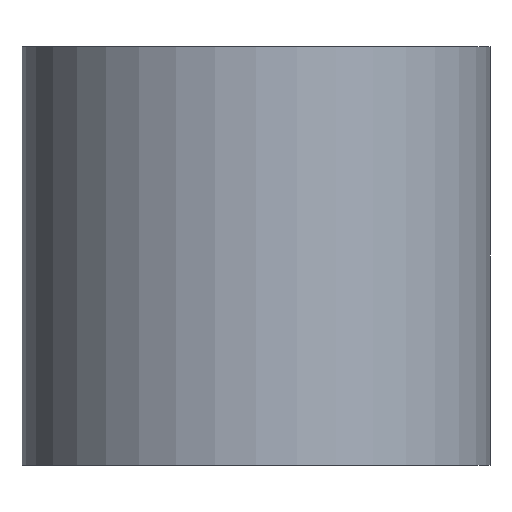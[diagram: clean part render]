
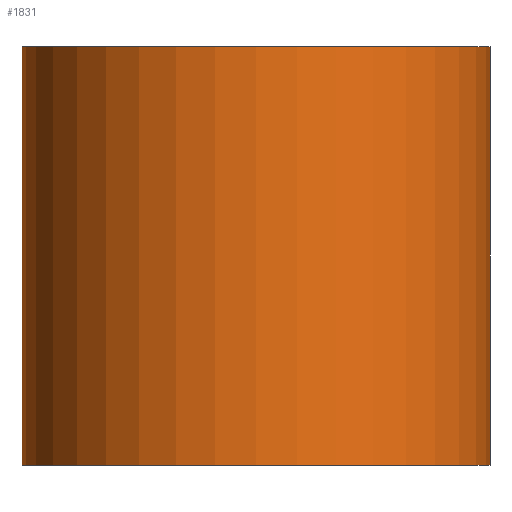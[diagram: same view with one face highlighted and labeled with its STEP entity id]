
A CAD part, front view. The second image highlights one B-rep face of the part: STEP entity #1831.
In plain terms, the highlighted cylindrical face has radius 42.5 mm (diameter 85 mm), a partial arc.
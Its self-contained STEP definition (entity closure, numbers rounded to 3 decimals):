
#23=FACE_BOUND('',#280,.T.);
#24=FACE_BOUND('',#281,.T.);
#25=FACE_BOUND('',#282,.T.);
#184=FACE_OUTER_BOUND('',#279,.T.);
#279=EDGE_LOOP('',(#1466,#1467,#1468,#1469,#1470,#1471,#1472,#1473));
#280=EDGE_LOOP('',(#1474,#1475,#1476,#1477,#1478,#1479,#1480,#1481));
#281=EDGE_LOOP('',(#1482,#1483,#1484,#1485,#1486,#1487,#1488,#1489));
#282=EDGE_LOOP('',(#1490,#1491));
#355=CIRCLE('',#1936,42.5);
#356=CIRCLE('',#1940,42.5);
#373=CIRCLE('',#1975,42.5);
#374=CIRCLE('',#1978,42.5);
#377=CIRCLE('',#1983,42.5);
#378=CIRCLE('',#1984,42.5);
#381=CIRCLE('',#1990,42.5);
#382=CIRCLE('',#1991,42.5);
#417=LINE('',#2574,#566);
#418=LINE('',#2576,#567);
#419=LINE('',#2578,#568);
#420=LINE('',#2582,#569);
#421=LINE('',#2596,#570);
#431=LINE('',#2686,#580);
#434=LINE('',#2728,#583);
#437=LINE('',#2750,#586);
#448=LINE('',#2797,#597);
#454=LINE('',#2811,#603);
#465=LINE('',#2907,#614);
#470=LINE('',#2926,#619);
#471=LINE('',#2929,#620);
#481=LINE('',#2975,#630);
#488=LINE('',#3039,#637);
#493=LINE('',#3053,#642);
#501=LINE('',#3089,#650);
#566=VECTOR('',#2077,42.5);
#567=VECTOR('',#2078,10.);
#568=VECTOR('',#2079,42.5);
#569=VECTOR('',#2082,42.5);
#570=VECTOR('',#2087,10.);
#580=VECTOR('',#2121,10.);
#583=VECTOR('',#2132,10.);
#586=VECTOR('',#2141,10.);
#597=VECTOR('',#2164,10.);
#603=VECTOR('',#2182,10.);
#614=VECTOR('',#2215,10.);
#619=VECTOR('',#2236,10.);
#620=VECTOR('',#2239,10.);
#630=VECTOR('',#2257,10.);
#637=VECTOR('',#2282,10.);
#642=VECTOR('',#2295,10.);
#650=VECTOR('',#2343,10.);
#715=VERTEX_POINT('',#2572);
#716=VERTEX_POINT('',#2573);
#717=VERTEX_POINT('',#2575);
#718=VERTEX_POINT('',#2577);
#719=VERTEX_POINT('',#2579);
#720=VERTEX_POINT('',#2581);
#721=VERTEX_POINT('',#2585);
#723=VERTEX_POINT('',#2591);
#738=VERTEX_POINT('',#2683);
#739=VERTEX_POINT('',#2685);
#746=VERTEX_POINT('',#2727);
#750=VERTEX_POINT('',#2737);
#760=VERTEX_POINT('',#2779);
#762=VERTEX_POINT('',#2809);
#771=VERTEX_POINT('',#2839);
#776=VERTEX_POINT('',#2889);
#782=VERTEX_POINT('',#2924);
#783=VERTEX_POINT('',#2928);
#787=VERTEX_POINT('',#2949);
#788=VERTEX_POINT('',#2951);
#794=VERTEX_POINT('',#2965);
#803=VERTEX_POINT('',#3038);
#807=VERTEX_POINT('',#3050);
#808=VERTEX_POINT('',#3052);
#813=VERTEX_POINT('',#3075);
#816=VERTEX_POINT('',#3086);
#904=EDGE_CURVE('',#715,#716,#417,.T.);
#905=EDGE_CURVE('',#717,#715,#418,.T.);
#906=EDGE_CURVE('',#718,#717,#419,.T.);
#908=EDGE_CURVE('',#720,#719,#420,.T.);
#912=EDGE_CURVE('',#721,#723,#421,.T.);
#933=EDGE_CURVE('',#739,#738,#431,.T.);
#941=EDGE_CURVE('',#746,#721,#434,.T.);
#947=EDGE_CURVE('',#723,#750,#437,.T.);
#963=EDGE_CURVE('',#750,#760,#448,.T.);
#971=EDGE_CURVE('',#760,#762,#454,.T.);
#972=EDGE_CURVE('',#738,#746,#355,.T.);
#978=EDGE_CURVE('',#762,#739,#356,.T.);
#992=EDGE_CURVE('',#771,#776,#465,.T.);
#1002=EDGE_CURVE('',#776,#782,#470,.T.);
#1003=EDGE_CURVE('',#783,#771,#471,.T.);
#1018=EDGE_CURVE('',#794,#783,#481,.T.);
#1032=EDGE_CURVE('',#803,#794,#488,.T.);
#1039=EDGE_CURVE('',#808,#807,#493,.T.);
#1045=EDGE_CURVE('',#782,#808,#373,.T.);
#1047=EDGE_CURVE('',#807,#803,#374,.T.);
#1051=EDGE_CURVE('',#813,#716,#377,.T.);
#1052=EDGE_CURVE('',#720,#813,#378,.T.);
#1056=EDGE_CURVE('',#816,#719,#381,.T.);
#1057=EDGE_CURVE('',#718,#816,#382,.T.);
#1058=EDGE_CURVE('',#787,#788,#501,.T.);
#1466=ORIENTED_EDGE('',*,*,#904,.T.);
#1467=ORIENTED_EDGE('',*,*,#1051,.F.);
#1468=ORIENTED_EDGE('',*,*,#1052,.F.);
#1469=ORIENTED_EDGE('',*,*,#908,.T.);
#1470=ORIENTED_EDGE('',*,*,#1056,.F.);
#1471=ORIENTED_EDGE('',*,*,#1057,.F.);
#1472=ORIENTED_EDGE('',*,*,#906,.T.);
#1473=ORIENTED_EDGE('',*,*,#905,.T.);
#1474=ORIENTED_EDGE('',*,*,#972,.T.);
#1475=ORIENTED_EDGE('',*,*,#941,.T.);
#1476=ORIENTED_EDGE('',*,*,#912,.T.);
#1477=ORIENTED_EDGE('',*,*,#947,.T.);
#1478=ORIENTED_EDGE('',*,*,#963,.T.);
#1479=ORIENTED_EDGE('',*,*,#971,.T.);
#1480=ORIENTED_EDGE('',*,*,#978,.T.);
#1481=ORIENTED_EDGE('',*,*,#933,.T.);
#1482=ORIENTED_EDGE('',*,*,#1045,.T.);
#1483=ORIENTED_EDGE('',*,*,#1039,.T.);
#1484=ORIENTED_EDGE('',*,*,#1047,.T.);
#1485=ORIENTED_EDGE('',*,*,#1032,.T.);
#1486=ORIENTED_EDGE('',*,*,#1018,.T.);
#1487=ORIENTED_EDGE('',*,*,#1003,.T.);
#1488=ORIENTED_EDGE('',*,*,#992,.T.);
#1489=ORIENTED_EDGE('',*,*,#1002,.T.);
#1490=ORIENTED_EDGE('',*,*,#1058,.T.);
#1491=ORIENTED_EDGE('',*,*,#1058,.F.);
#1773=CYLINDRICAL_SURFACE('',#1989,42.5);
#1831=ADVANCED_FACE('',(#184,#23,#24,#25),#1773,.T.);
#1936=AXIS2_PLACEMENT_3D('',#2813,#2185,#2186);
#1940=AXIS2_PLACEMENT_3D('',#2824,#2198,#2199);
#1975=AXIS2_PLACEMENT_3D('',#3063,#2306,#2307);
#1978=AXIS2_PLACEMENT_3D('',#3067,#2313,#2314);
#1983=AXIS2_PLACEMENT_3D('',#3076,#2324,#2325);
#1984=AXIS2_PLACEMENT_3D('',#3077,#2326,#2327);
#1989=AXIS2_PLACEMENT_3D('',#3085,#2337,#2338);
#1990=AXIS2_PLACEMENT_3D('',#3087,#2339,#2340);
#1991=AXIS2_PLACEMENT_3D('',#3088,#2341,#2342);
#2077=DIRECTION('',(0.,0.,1.));
#2078=DIRECTION('',(0.,0.,1.));
#2079=DIRECTION('',(0.,0.,1.));
#2082=DIRECTION('',(0.,0.,-1.));
#2087=DIRECTION('',(0.,0.,1.));
#2121=DIRECTION('',(0.,0.,-1.));
#2132=DIRECTION('',(0.,0.,1.));
#2141=DIRECTION('',(0.,0.,1.));
#2164=DIRECTION('',(0.,0.,1.));
#2182=DIRECTION('',(0.,0.,1.));
#2185=DIRECTION('center_axis',(0.,0.,-1.));
#2186=DIRECTION('ref_axis',(1.,0.,0.));
#2198=DIRECTION('center_axis',(0.,0.,1.));
#2199=DIRECTION('ref_axis',(1.,0.,0.));
#2215=DIRECTION('',(0.,0.,-1.));
#2236=DIRECTION('',(0.,0.,-1.));
#2239=DIRECTION('',(0.,0.,-1.));
#2257=DIRECTION('',(0.,0.,-1.));
#2282=DIRECTION('',(0.,0.,-1.));
#2295=DIRECTION('',(0.,0.,1.));
#2306=DIRECTION('center_axis',(0.,0.,-1.));
#2307=DIRECTION('ref_axis',(1.,0.,0.));
#2313=DIRECTION('center_axis',(0.,0.,1.));
#2314=DIRECTION('ref_axis',(1.,0.,0.));
#2324=DIRECTION('center_axis',(0.,0.,1.));
#2325=DIRECTION('ref_axis',(1.,0.,0.));
#2326=DIRECTION('center_axis',(0.,0.,1.));
#2327=DIRECTION('ref_axis',(1.,0.,0.));
#2337=DIRECTION('center_axis',(0.,0.,1.));
#2338=DIRECTION('ref_axis',(0.902,-0.432,0.));
#2339=DIRECTION('center_axis',(0.,0.,-1.));
#2340=DIRECTION('ref_axis',(1.,0.,0.));
#2341=DIRECTION('center_axis',(0.,0.,-1.));
#2342=DIRECTION('ref_axis',(1.,0.,0.));
#2343=DIRECTION('',(0.,0.,1.));
#2572=CARTESIAN_POINT('',(-38.332,18.355,36.));
#2573=CARTESIAN_POINT('',(-38.332,18.355,38.));
#2574=CARTESIAN_POINT('',(-38.332,18.355,0.));
#2575=CARTESIAN_POINT('',(-38.332,18.355,-36.));
#2576=CARTESIAN_POINT('',(-38.332,18.355,0.));
#2577=CARTESIAN_POINT('',(-38.332,18.355,-38.));
#2578=CARTESIAN_POINT('',(-38.332,18.355,0.));
#2579=CARTESIAN_POINT('',(-42.5,0.,-38.));
#2581=CARTESIAN_POINT('',(-42.5,0.,38.));
#2582=CARTESIAN_POINT('',(-42.5,0.,0.));
#2585=CARTESIAN_POINT('',(-9.978,41.312,-23.87));
#2591=CARTESIAN_POINT('',(-9.978,41.312,-21.13));
#2596=CARTESIAN_POINT('',(-9.978,41.312,0.));
#2683=CARTESIAN_POINT('',(-14.305,40.02,-36.));
#2685=CARTESIAN_POINT('',(-14.305,40.02,36.));
#2686=CARTESIAN_POINT('',(-14.305,40.02,0.));
#2727=CARTESIAN_POINT('',(-9.978,41.312,-36.));
#2728=CARTESIAN_POINT('',(-9.978,41.312,0.));
#2737=CARTESIAN_POINT('',(-9.978,41.312,21.13));
#2750=CARTESIAN_POINT('',(-9.978,41.312,0.));
#2779=CARTESIAN_POINT('',(-9.978,41.312,23.87));
#2797=CARTESIAN_POINT('',(-9.978,41.312,0.));
#2809=CARTESIAN_POINT('',(-9.978,41.312,36.));
#2811=CARTESIAN_POINT('',(-9.978,41.312,0.));
#2813=CARTESIAN_POINT('Origin',(0.,0.,-36.));
#2824=CARTESIAN_POINT('Origin',(0.,0.,36.));
#2839=CARTESIAN_POINT('',(9.978,41.312,-21.13));
#2889=CARTESIAN_POINT('',(9.978,41.312,-23.87));
#2907=CARTESIAN_POINT('',(9.978,41.312,0.));
#2924=CARTESIAN_POINT('',(9.978,41.312,-36.));
#2926=CARTESIAN_POINT('',(9.978,41.312,0.));
#2928=CARTESIAN_POINT('',(9.978,41.312,21.13));
#2929=CARTESIAN_POINT('',(9.978,41.312,0.));
#2949=CARTESIAN_POINT('',(38.332,18.355,-36.));
#2951=CARTESIAN_POINT('',(38.332,18.355,36.));
#2965=CARTESIAN_POINT('',(9.978,41.312,23.87));
#2975=CARTESIAN_POINT('',(9.978,41.312,0.));
#3038=CARTESIAN_POINT('',(9.978,41.312,36.));
#3039=CARTESIAN_POINT('',(9.978,41.312,0.));
#3050=CARTESIAN_POINT('',(14.305,40.02,36.));
#3052=CARTESIAN_POINT('',(14.305,40.02,-36.));
#3053=CARTESIAN_POINT('',(14.305,40.02,0.));
#3063=CARTESIAN_POINT('Origin',(0.,0.,-36.));
#3067=CARTESIAN_POINT('Origin',(0.,0.,36.));
#3075=CARTESIAN_POINT('',(42.5,0.,38.));
#3076=CARTESIAN_POINT('Origin',(0.,0.,38.));
#3077=CARTESIAN_POINT('Origin',(0.,0.,38.));
#3085=CARTESIAN_POINT('Origin',(0.,0.,0.));
#3086=CARTESIAN_POINT('',(42.5,0.,-38.));
#3087=CARTESIAN_POINT('Origin',(0.,0.,-38.));
#3088=CARTESIAN_POINT('Origin',(0.,0.,-38.));
#3089=CARTESIAN_POINT('',(38.332,18.355,0.));
